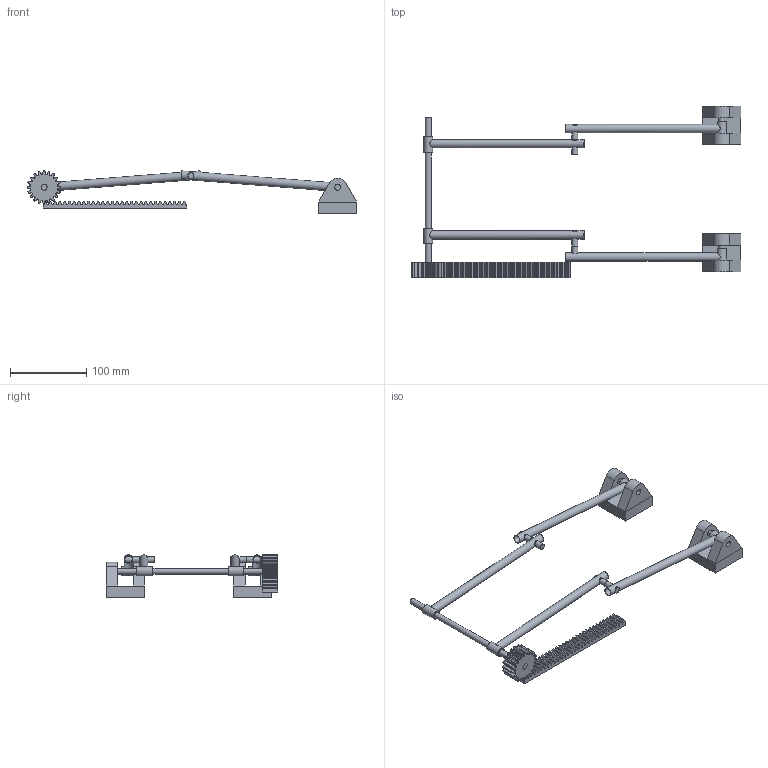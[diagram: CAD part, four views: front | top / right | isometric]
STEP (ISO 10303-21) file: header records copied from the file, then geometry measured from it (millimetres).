
FILE_DESCRIPTION(/* description */ (''),/* implementation_level */ '2;1');
FILE_NAME(/* name */ 'design 2.step',/* time_stamp */ '2024-04-10T12:17:59+05:30',/* author */ (''),/* organization */ (''),/* preprocessor_version */ 'ST-DEVELOPER v20',/* originating_system */ 'Autodesk Translation Framework v12.20.1.177',/* authorisation */ '');
FILE_SCHEMA (('AUTOMOTIVE_DESIGN { 1 0 10303 214 3 1 1 }'));
Length unit declared in the file: millimetre
Products named in the file (7): cpm4; Rack-with-gear-and-motion-link; Shaft; Spur Gear (20 teeth); Rack; connecting_rod; revolute joint mount
Assembly tree (10 placements, depth 3):
  cpm4
    connecting_rod  x4
    Rack-with-gear-and-motion-link
      Shaft
      Spur Gear (20 teeth)
      Rack
    revolute joint mount  x2
Bounding box: 432.95 x 225 x 56.3 mm (x, y, z)
Volume: 219186.9 mm3; surface area: 121814.6 mm2
Topology: 15 solids, 15 shells, 453 faces, 1249 edges, 834 vertices
Faces by surface type: plane 226, cylinder 187, bspline 40
Full cylindrical faces by diameter (mm): 8 x19, 10 x4, 11 x4, 12 x4
Entity records: 24755 total; most frequent: CARTESIAN_POINT 14421, ORIENTED_EDGE 2228, DIRECTION 2059, EDGE_CURVE 1114, VERTEX_POINT 743, LINE 717, VECTOR 717, AXIS2_PLACEMENT_3D 671
